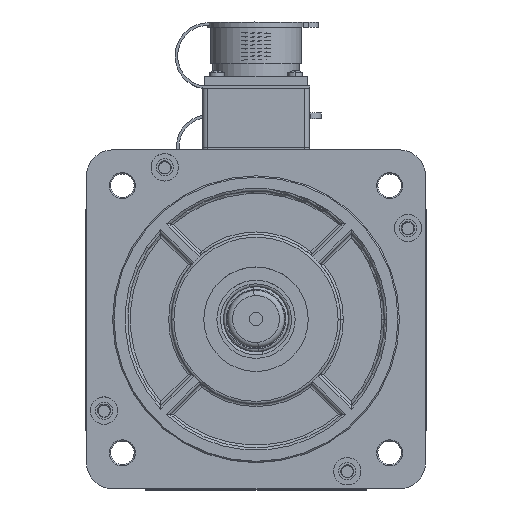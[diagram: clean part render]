
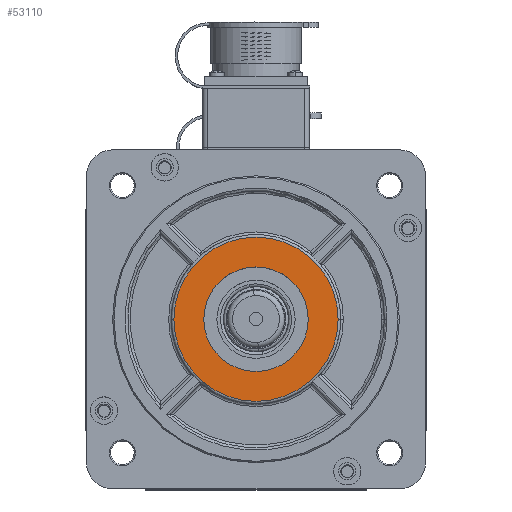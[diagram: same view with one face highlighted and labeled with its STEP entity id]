
A CAD part, top view. The second image highlights one B-rep face of the part: STEP entity #53110.
In plain terms, the highlighted planar face has unit normal (0, 0, 1).
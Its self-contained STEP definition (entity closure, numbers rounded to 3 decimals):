
#27359 = AXIS2_PLACEMENT_3D ( 'NONE', #28066, #28428, #28365 ) ;
#28066 = CARTESIAN_POINT ( 'NONE',  ( 0., 0., 18.5 ) ) ;
#28068 = CIRCLE ( 'NONE', #27359, 20.05 ) ;
#28365 = DIRECTION ( 'NONE',  ( 1., 0., 0. ) ) ;
#28428 = DIRECTION ( 'NONE',  ( 0., 0., 1. ) ) ;
#29608 = DIRECTION ( 'NONE',  ( 1., 0., 0. ) ) ;
#29609 = DIRECTION ( 'NONE',  ( 0., 0., 1. ) ) ;
#29615 = CARTESIAN_POINT ( 'NONE',  ( 0., 0., 18.5 ) ) ;
#29620 = CIRCLE ( 'NONE', #29621, 31.5 ) ;
#29621 = AXIS2_PLACEMENT_3D ( 'NONE', #29615, #29609, #29608 ) ;
#29664 = AXIS2_PLACEMENT_3D ( 'NONE', #29706, #29705, #29703 ) ;
#29683 = FACE_BOUND ( 'NONE', #53157, .T. ) ;
#29703 = DIRECTION ( 'NONE',  ( 1., 0., 0. ) ) ;
#29705 = DIRECTION ( 'NONE',  ( 0., 0., 1. ) ) ;
#29706 = CARTESIAN_POINT ( 'NONE',  ( 0., 0., 18.5 ) ) ;
#29721 = PLANE ( 'NONE',  #29664 ) ;
#29725 = FACE_OUTER_BOUND ( 'NONE', #53023, .T. ) ;
#37525 = VERTEX_POINT ( 'NONE', #41424 ) ;
#37528 = EDGE_CURVE ( 'NONE', #37525, #37552, #41695, .T. ) ;
#37552 = VERTEX_POINT ( 'NONE', #41732 ) ;
#37565 = VERTEX_POINT ( 'NONE', #41760 ) ;
#37567 = EDGE_CURVE ( 'NONE', #37638, #37565, #41726, .T. ) ;
#37638 = VERTEX_POINT ( 'NONE', #41972 ) ;
#41424 = CARTESIAN_POINT ( 'NONE',  ( 31.5, 0., 18.5 ) ) ;
#41692 = DIRECTION ( 'NONE',  ( 1., 0., 0. ) ) ;
#41693 = DIRECTION ( 'NONE',  ( 0., 0., 1. ) ) ;
#41694 = AXIS2_PLACEMENT_3D ( 'NONE', #41700, #41693, #41692 ) ;
#41695 = CIRCLE ( 'NONE', #41694, 31.5 ) ;
#41700 = CARTESIAN_POINT ( 'NONE',  ( 0., 0., 18.5 ) ) ;
#41726 = CIRCLE ( 'NONE', #41808, 20.05 ) ;
#41732 = CARTESIAN_POINT ( 'NONE',  ( -31.5, 0., 18.5 ) ) ;
#41760 = CARTESIAN_POINT ( 'NONE',  ( 20.05, 0., 18.5 ) ) ;
#41790 = DIRECTION ( 'NONE',  ( 1., 0., 0. ) ) ;
#41791 = DIRECTION ( 'NONE',  ( 0., 0., 1. ) ) ;
#41803 = CARTESIAN_POINT ( 'NONE',  ( 0., 0., 18.5 ) ) ;
#41808 = AXIS2_PLACEMENT_3D ( 'NONE', #41803, #41791, #41790 ) ;
#41972 = CARTESIAN_POINT ( 'NONE',  ( -20.05, 0., 18.5 ) ) ;
#53006 = EDGE_CURVE ( 'NONE', #37565, #37638, #28068, .T. ) ;
#53023 = EDGE_LOOP ( 'NONE', ( #53109, #53071 ) ) ;
#53070 = ORIENTED_EDGE ( 'NONE', *, *, #53006, .F. ) ;
#53071 = ORIENTED_EDGE ( 'NONE', *, *, #53072, .T. ) ;
#53072 = EDGE_CURVE ( 'NONE', #37552, #37525, #29620, .T. ) ;
#53109 = ORIENTED_EDGE ( 'NONE', *, *, #37528, .T. ) ;
#53110 = ADVANCED_FACE ( 'NONE', ( #29683, #29725 ), #29721, .T. ) ;
#53112 = ORIENTED_EDGE ( 'NONE', *, *, #37567, .F. ) ;
#53157 = EDGE_LOOP ( 'NONE', ( #53070, #53112 ) ) ;
